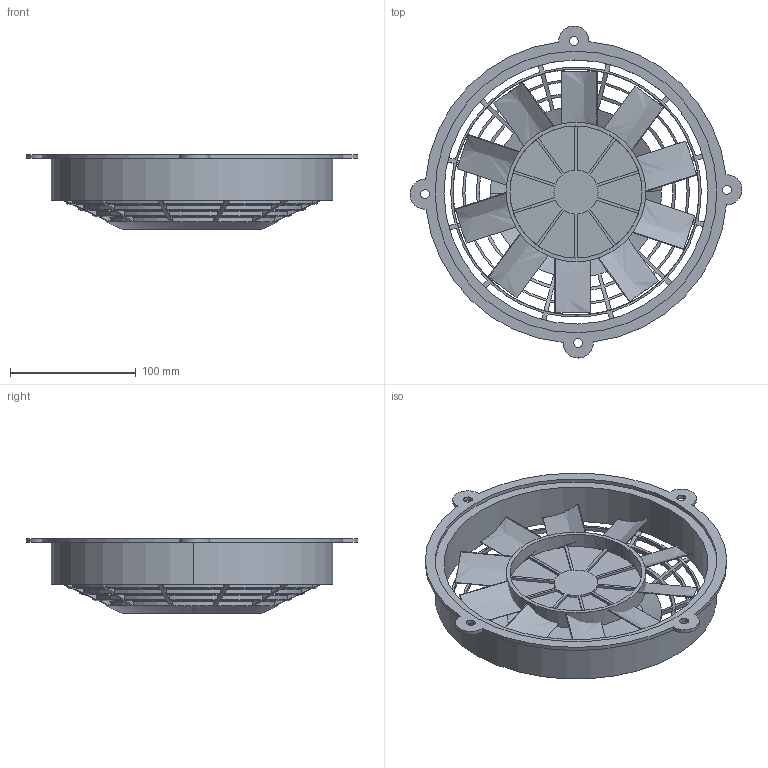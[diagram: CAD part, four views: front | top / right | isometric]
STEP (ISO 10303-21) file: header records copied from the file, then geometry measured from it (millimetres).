
FILE_DESCRIPTION((''),'2;1');
FILE_NAME('FAN_ASM','2024-09-21T15:53:44',('arbbb'),(''),'CREO PARAMETRIC BY PTC INC, 2024133','CREO PARAMETRIC BY PTC INC, 2024133','');
FILE_SCHEMA(('CONFIG_CONTROL_DESIGN'));
Length unit declared in the file: millimetre
Products named in the file (15): EWF; WEF; FWEFEG3; WFE; F; FQW; FQWF; QEWF; RTEH; HRET; HRETH; HOUSING-1-SOLID1_; HOUSING-1-SOLID2_; HOUSING-1-SOLID3_; FAN_ASM
Assembly tree (14 placements, depth 2):
  FAN_ASM
    EWF
    WEF
    FWEFEG3
    WFE
    F
    FQW
    FQWF
    QEWF
    RTEH
    HRET
    HRETH
    HOUSING-1-SOLID1_
    HOUSING-1-SOLID2_
    HOUSING-1-SOLID3_
Bounding box: 263.97 x 263.97 x 59.5 mm (x, y, z)
Volume: 289319.2 mm3; surface area: 183181 mm2
Topology: 14 solids, 14 shells, 320 faces, 924 edges, 622 vertices
Faces by surface type: plane 176, cylinder 120, extrusion 20, cone 4
Entity records: 11326 total; most frequent: CARTESIAN_POINT 2165, DIRECTION 1884, ORIENTED_EDGE 1848, EDGE_CURVE 924, AXIS2_PLACEMENT_3D 651, VERTEX_POINT 622, VECTOR 582, LINE 562
